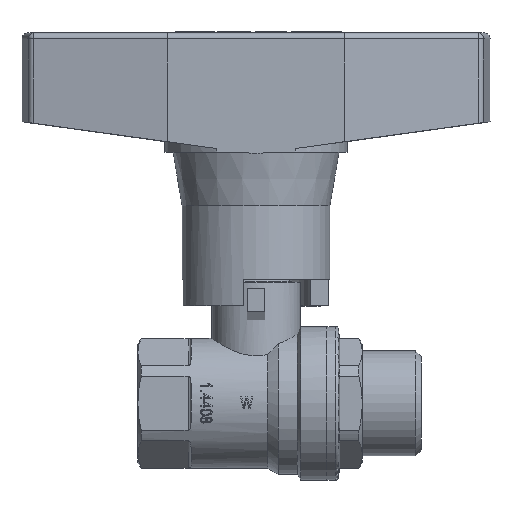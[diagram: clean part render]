
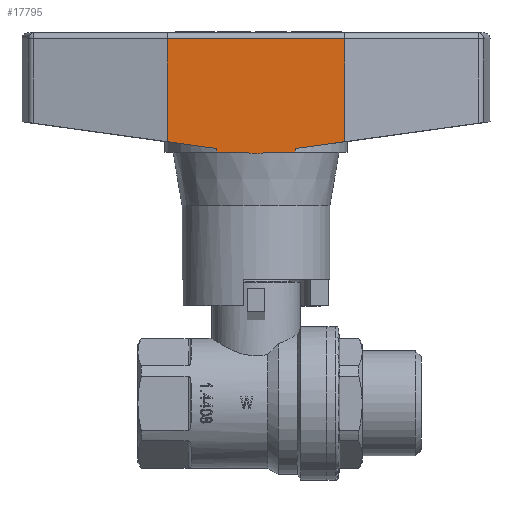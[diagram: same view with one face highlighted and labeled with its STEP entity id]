
A CAD part, top view. The second image highlights one B-rep face of the part: STEP entity #17795.
In plain terms, the highlighted face is planar.
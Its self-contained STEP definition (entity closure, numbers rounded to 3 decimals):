
#885=PLANE('',#20213);
#3041=LINE('',#31729,#4331);
#3042=LINE('',#31731,#4332);
#3048=LINE('',#31748,#4338);
#3057=LINE('',#31787,#4347);
#3065=LINE('',#31806,#4355);
#3066=LINE('',#31808,#4356);
#3067=LINE('',#31810,#4357);
#3068=LINE('',#31812,#4358);
#3069=LINE('',#31814,#4359);
#3070=LINE('',#31815,#4360);
#3071=LINE('',#31816,#4361);
#4331=VECTOR('',#25768,1000.);
#4332=VECTOR('',#25771,1000.);
#4338=VECTOR('',#25785,1000.);
#4347=VECTOR('',#25826,1000.);
#4355=VECTOR('',#25844,1000.);
#4356=VECTOR('',#25845,1000.);
#4357=VECTOR('',#25846,1000.);
#4358=VECTOR('',#25847,1000.);
#4359=VECTOR('',#25848,1000.);
#4360=VECTOR('',#25849,1000.);
#4361=VECTOR('',#25850,1000.);
#4509=B_SPLINE_CURVE_WITH_KNOTS('',3,(#31666,#31667,#31668,#31669,#31670,
#31671,#31672,#31673,#31674,#31675,#31676,#31677,#31678,#31679,#31680,#31681,
#31682,#31683,#31684,#31685,#31686,#31687,#31688,#31689,#31690,#31691,#31692,
#31693,#31694,#31695,#31696,#31697,#31698,#31699,#31700,#31701,#31702,#31703,
#31704,#31705),.UNSPECIFIED.,.F.,.F.,(4,3,3,3,3,3,3,3,3,3,3,3,3,4),(0.,
0.168,0.335,0.419,0.502,
0.586,0.67,0.754,0.838,
0.922,1.006,1.09,1.174,1.342),
 .PIECEWISE_BEZIER_KNOTS.);
#9482=ORIENTED_EDGE('',*,*,#12260,.T.);
#9483=ORIENTED_EDGE('',*,*,#12269,.F.);
#9484=ORIENTED_EDGE('',*,*,#12297,.F.);
#9485=ORIENTED_EDGE('',*,*,#12298,.F.);
#9486=ORIENTED_EDGE('',*,*,#12299,.T.);
#9487=ORIENTED_EDGE('',*,*,#12300,.T.);
#9488=ORIENTED_EDGE('',*,*,#12301,.F.);
#9489=ORIENTED_EDGE('',*,*,#12287,.T.);
#9490=ORIENTED_EDGE('',*,*,#12259,.T.);
#9491=ORIENTED_EDGE('',*,*,#12302,.F.);
#9492=ORIENTED_EDGE('',*,*,#12247,.T.);
#9493=ORIENTED_EDGE('',*,*,#12303,.F.);
#12247=EDGE_CURVE('',#14078,#14077,#4509,.T.);
#12259=EDGE_CURVE('',#14083,#14086,#3041,.T.);
#12260=EDGE_CURVE('',#14087,#14088,#3042,.T.);
#12269=EDGE_CURVE('',#14093,#14088,#3048,.T.);
#12287=EDGE_CURVE('',#14108,#14083,#3057,.T.);
#12297=EDGE_CURVE('',#14114,#14093,#3065,.T.);
#12298=EDGE_CURVE('',#14115,#14114,#3066,.T.);
#12299=EDGE_CURVE('',#14115,#14116,#3067,.T.);
#12300=EDGE_CURVE('',#14116,#14117,#3068,.T.);
#12301=EDGE_CURVE('',#14108,#14117,#3069,.T.);
#12302=EDGE_CURVE('',#14078,#14086,#3070,.T.);
#12303=EDGE_CURVE('',#14087,#14077,#3071,.T.);
#14077=VERTEX_POINT('',#31665);
#14078=VERTEX_POINT('',#31706);
#14083=VERTEX_POINT('',#31722);
#14086=VERTEX_POINT('',#31728);
#14087=VERTEX_POINT('',#31732);
#14088=VERTEX_POINT('',#31733);
#14093=VERTEX_POINT('',#31747);
#14108=VERTEX_POINT('',#31788);
#14114=VERTEX_POINT('',#31807);
#14115=VERTEX_POINT('',#31809);
#14116=VERTEX_POINT('',#31811);
#14117=VERTEX_POINT('',#31813);
#15549=EDGE_LOOP('',(#9482,#9483,#9484,#9485,#9486,#9487,#9488,#9489,#9490,
#9491,#9492,#9493));
#16677=FACE_BOUND('',#15549,.T.);
#17795=ADVANCED_FACE('',(#16677),#885,.F.);
#20213=AXIS2_PLACEMENT_3D('',#31805,#25842,#25843);
#25768=DIRECTION('',(-1.,0.,0.));
#25771=DIRECTION('',(-1.,0.,0.));
#25785=DIRECTION('',(0.,0.,-1.));
#25826=DIRECTION('',(0.,0.,-1.));
#25842=DIRECTION('',(0.,-1.,0.));
#25843=DIRECTION('',(0.,0.,-1.));
#25844=DIRECTION('',(0.991,0.,-0.137));
#25845=DIRECTION('',(0.,0.,-1.));
#25846=DIRECTION('',(1.,0.,0.));
#25847=DIRECTION('',(0.,0.,-1.));
#25848=DIRECTION('',(0.991,0.,0.137));
#25849=DIRECTION('',(0.991,0.,0.137));
#25850=DIRECTION('',(0.991,0.,-0.137));
#31665=CARTESIAN_POINT('',(-0.663,14.,27.592));
#31666=CARTESIAN_POINT('',(0.663,14.,27.592));
#31667=CARTESIAN_POINT('',(0.609,14.,27.577));
#31668=CARTESIAN_POINT('',(0.554,14.,27.564));
#31669=CARTESIAN_POINT('',(0.5,14.,27.552));
#31670=CARTESIAN_POINT('',(0.445,14.,27.541));
#31671=CARTESIAN_POINT('',(0.39,14.,27.531));
#31672=CARTESIAN_POINT('',(0.335,14.,27.523));
#31673=CARTESIAN_POINT('',(0.307,14.,27.52));
#31674=CARTESIAN_POINT('',(0.279,14.,27.516));
#31675=CARTESIAN_POINT('',(0.252,14.,27.513));
#31676=CARTESIAN_POINT('',(0.224,14.,27.51));
#31677=CARTESIAN_POINT('',(0.196,14.,27.508));
#31678=CARTESIAN_POINT('',(0.169,14.,27.506));
#31679=CARTESIAN_POINT('',(0.141,14.,27.504));
#31680=CARTESIAN_POINT('',(0.113,14.,27.503));
#31681=CARTESIAN_POINT('',(0.085,14.,27.502));
#31682=CARTESIAN_POINT('',(0.057,14.,27.501));
#31683=CARTESIAN_POINT('',(0.029,14.,27.5));
#31684=CARTESIAN_POINT('',(0.001,14.,27.5));
#31685=CARTESIAN_POINT('',(-0.027,14.,27.5));
#31686=CARTESIAN_POINT('',(-0.055,14.,27.5));
#31687=CARTESIAN_POINT('',(-0.083,14.,27.501));
#31688=CARTESIAN_POINT('',(-0.111,14.,27.502));
#31689=CARTESIAN_POINT('',(-0.139,14.,27.504));
#31690=CARTESIAN_POINT('',(-0.167,14.,27.506));
#31691=CARTESIAN_POINT('',(-0.195,14.,27.508));
#31692=CARTESIAN_POINT('',(-0.223,14.,27.51));
#31693=CARTESIAN_POINT('',(-0.25,14.,27.513));
#31694=CARTESIAN_POINT('',(-0.278,14.,27.516));
#31695=CARTESIAN_POINT('',(-0.306,14.,27.519));
#31696=CARTESIAN_POINT('',(-0.334,14.,27.523));
#31697=CARTESIAN_POINT('',(-0.362,14.,27.527));
#31698=CARTESIAN_POINT('',(-0.39,14.,27.532));
#31699=CARTESIAN_POINT('',(-0.417,14.,27.536));
#31700=CARTESIAN_POINT('',(-0.445,14.,27.541));
#31701=CARTESIAN_POINT('',(-0.472,14.,27.546));
#31702=CARTESIAN_POINT('',(-0.5,14.,27.552));
#31703=CARTESIAN_POINT('',(-0.555,14.,27.564));
#31704=CARTESIAN_POINT('',(-0.609,14.,27.577));
#31705=CARTESIAN_POINT('',(-0.663,14.,27.592));
#31706=CARTESIAN_POINT('',(0.663,14.,27.592));
#31722=CARTESIAN_POINT('',(6.652,14.,27.8));
#31728=CARTESIAN_POINT('',(2.168,14.,27.8));
#31729=CARTESIAN_POINT('',(0.,14.,27.8));
#31731=CARTESIAN_POINT('',(0.,14.,27.8));
#31732=CARTESIAN_POINT('',(-2.168,14.,27.8));
#31733=CARTESIAN_POINT('',(-6.652,14.,27.8));
#31747=CARTESIAN_POINT('',(-6.652,14.,28.42));
#31748=CARTESIAN_POINT('',(-6.652,14.,35.4));
#31787=CARTESIAN_POINT('',(6.652,14.,35.4));
#31788=CARTESIAN_POINT('',(6.652,14.,28.42));
#31805=CARTESIAN_POINT('',(-20.,14.,46.));
#31806=CARTESIAN_POINT('',(4.164,14.,26.924));
#31807=CARTESIAN_POINT('',(-15.,14.,29.575));
#31808=CARTESIAN_POINT('',(-15.,14.,48.));
#31809=CARTESIAN_POINT('',(-15.,14.,47.));
#31810=CARTESIAN_POINT('',(4.164,14.,47.));
#31811=CARTESIAN_POINT('',(15.,14.,47.));
#31812=CARTESIAN_POINT('',(15.,14.,48.));
#31813=CARTESIAN_POINT('',(15.,14.,29.575));
#31814=CARTESIAN_POINT('',(4.164,14.,28.076));
#31815=CARTESIAN_POINT('',(4.164,14.,28.076));
#31816=CARTESIAN_POINT('',(4.164,14.,26.924));
